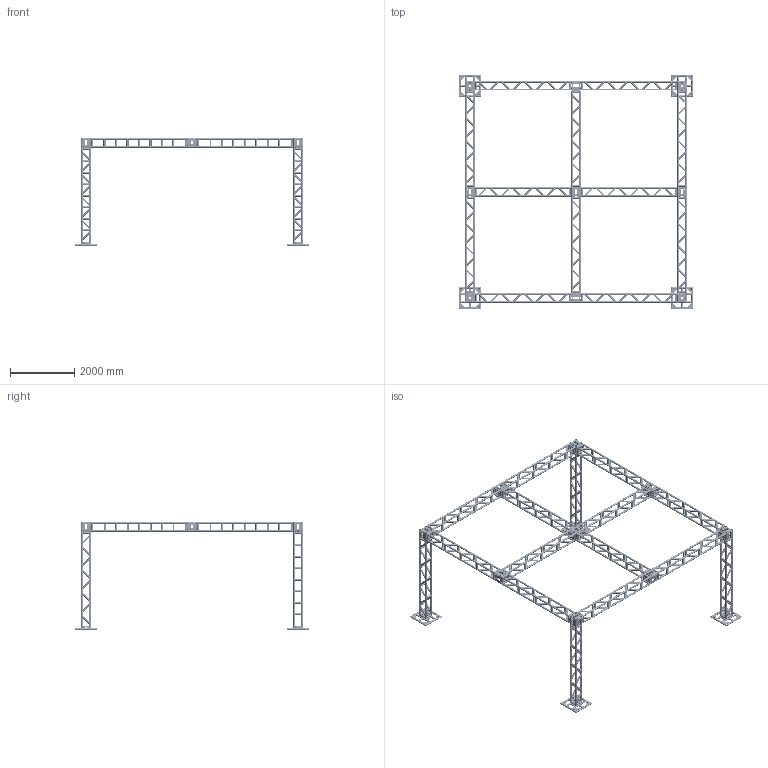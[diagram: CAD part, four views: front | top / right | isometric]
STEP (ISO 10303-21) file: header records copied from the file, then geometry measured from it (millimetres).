
FILE_DESCRIPTION(/* description */ (''),/* implementation_level */ '2;1');
FILE_NAME(/* name */ 'Assembly1.stp',/* time_stamp */ '2017-07-14T13:52:20-03:00',/* author */ ('Kledson'),/* organization */ (''),/* preprocessor_version */ 'ST-DEVELOPER v16.5',/* originating_system */ 'Autodesk Inventor 2017',/* authorisation */ '');
FILE_SCHEMA (('AUTOMOTIVE_DESIGN { 1 0 10303 214 3 1 1 }'));
Length unit declared in the file: millimetre
Products named in the file (98): Assembly1; Base 700x700.ipt; Frame0001; Skeleton0001; ISO 4019 - 60.3x3.0 - 200; ISO 4019 - 60.3x3.0 - 200_1; ISO 4019 - 60.3x3.0 - 239,7; ISO 4019 - 60.3x3.0 - 239,7_1; ISO 4019 - 60.3x3.0 - 639,7; ISO 4019 - 60.3x3.0 - 639,7_1; ISO 4019 - 60.3x3.0 - 700; ISO 4019 - 60.3x3.0 - 700_1; ISO 4019 - 60.3x3.0 - 700_2; ISO 4019 - 60.3x3.0 - 700_3; ISO 1035/3 - 80 x 10 - 277,99; ISO 1035/3 - 80 x 10 - 277,99_1; ISO 1035/3 - 80 x 10 - 239,7; ISO 1035/3 - 80 x 10 - 239,7_1; ISO 1035/3 - 80 x 10 - 239,7_2; ISO 1035/3 - 80 x 10 - 277,99_2; ISO 1035/3 - 80 x 10 - 277,99_3; ISO 1035/3 - 80 x 10 - 277,99_4; ISO 1035/3 - 80 x 10 - 277,99_5; ISO 1035/3 - 80 x 10 - 277,99_6; ISO 1035/3 - 80 x 10 - 277,99_7; ISO 1035/3 - 80 x 10 - 239,7_3; Box 300x300; Frame0001_1; Skeleton0001_1; ISO 4019 - 60.3x3.0 - 300; ISO 4019 - 60.3x3.0 - 300_1; ISO 4019 - 60.3x3.0 - 300_2; ISO 4019 - 60.3x3.0 - 239,7_2; ISO 4019 - 60.3x3.0 - 239,7_3; ISO 4019 - 60.3x3.0 - 239,7_4; ISO 4019 - 60.3x3.0 - 239,7_5; ISO 4019 - 60.3x3.0 - 300_3; ISO 4019 - 60.3x3.0 - 239,7_6; ISO 4019 - 60.3x3.0 - 239,7_7; ISO 4019 - 60.3x3.0 - 239,7_8 ...
Assembly tree (152 placements, depth 4):
  Assembly1
    Base 700x700.ipt  x4
      Frame0001
        Skeleton0001
        ISO 4019 - 60.3x3.0 - 200
        ISO 4019 - 60.3x3.0 - 200_1
        ISO 4019 - 60.3x3.0 - 239,7
        ISO 4019 - 60.3x3.0 - 239,7_1
        ISO 4019 - 60.3x3.0 - 639,7
        ISO 4019 - 60.3x3.0 - 639,7_1
        ISO 4019 - 60.3x3.0 - 700
        ISO 4019 - 60.3x3.0 - 700_1
        ISO 4019 - 60.3x3.0 - 700_2
        ISO 4019 - 60.3x3.0 - 700_3
        ISO 1035/3 - 80 x 10 - 277,99
        ISO 1035/3 - 80 x 10 - 277,99_1
        ISO 1035/3 - 80 x 10 - 239,7
        ISO 1035/3 - 80 x 10 - 239,7_1
        ISO 1035/3 - 80 x 10 - 239,7_2
        ISO 1035/3 - 80 x 10 - 277,99_2
        ISO 1035/3 - 80 x 10 - 277,99_3
        ISO 1035/3 - 80 x 10 - 277,99_4
        ISO 1035/3 - 80 x 10 - 277,99_5
        ISO 1035/3 - 80 x 10 - 277,99_6
        ISO 1035/3 - 80 x 10 - 277,99_7
        ISO 1035/3 - 80 x 10 - 239,7_3
    Coluna3000.ipt  x16
      Frame0001_2
        Skeleton0001_2
        ISO 4019 - 60.3x3.0 - 3000
        ISO 4019 - 60.3x3.0 - 239,7_10
        ISO 4019 - 60.3x3.0 - 239,7_11
        ISO 4019 - 60.3x3.0 - 338,987
        ISO 4019 - 60.3x3.0 - 3000_1
        ISO 4019 - 60.3x3.0 - 239,7_12
        ISO 4019 - 60.3x3.0 - 239,7_13
        ISO 4019 - 60.3x3.0 - 338,987_1
        ISO 4019 - 60.3x3.0 - 3000_2
        ISO 4019 - 60.3x3.0 - 239,7_14
        ISO 4019 - 60.3x3.0 - 338,987_2
        ISO 4019 - 60.3x3.0 - 239,7_15
        ISO 4019 - 60.3x3.0 - 338,987_3
        ISO 4019 - 60.3x3.0 - 338,987_4
        ISO 4019 - 60.3x3.0 - 338,987_5
        ISO 4019 - 60.3x3.0 - 239,7_16
        ISO 4019 - 60.3x3.0 - 338,987_6
        ISO 4019 - 60.3x3.0 - 338,987_7
        ISO 4019 - 60.3x3.0 - 239,7_17
        ISO 4019 - 60.3x3.0 - 338,987_8
        ISO 4019 - 60.3x3.0 - 338,987_9
        ISO 4019 - 60.3x3.0 - 239,7_18
        ISO 4019 - 60.3x3.0 - 338,987_10
        ISO 4019 - 60.3x3.0 - 338,987_11
        ISO 4019 - 60.3x3.0 - 239,7_19
        ISO 4019 - 60.3x3.0 - 338,987_12
        ISO 4019 - 60.3x3.0 - 338,987_13
        ISO 4019 - 60.3x3.0 - 239,7_20
        ISO 4019 - 60.3x3.0 - 338,987_14
        ISO 4019 - 60.3x3.0 - 338,987_15
        ISO 4019 - 60.3x3.0 - 239,7_21
Bounding box: 7320 x 7320 x 3390.3 mm (x, y, z)
Volume: 229847955.7 mm3; surface area: 138856605.9 mm2
Topology: 1440 solids, 1440 shells, 10264 faces, 21416 edges, 14288 vertices
Faces by surface type: plane 4568, cylinder 4032, cone 1536, torus 128
Full cylindrical faces by diameter (mm): 11.835 x128, 12.5 x128, 14 x128, 15 x408, 15.5 x256, 15.75 x128, 28 x256, 54.3 x708, 60.3 x708
Entity records: 21929 total; most frequent: CARTESIAN_POINT 8503, DIRECTION 2596, ORIENTED_EDGE 1728, AXIS2_PLACEMENT_3D 1097, EDGE_LOOP 890, EDGE_CURVE 864, VERTEX_POINT 718, FACE_OUTER_BOUND 499
